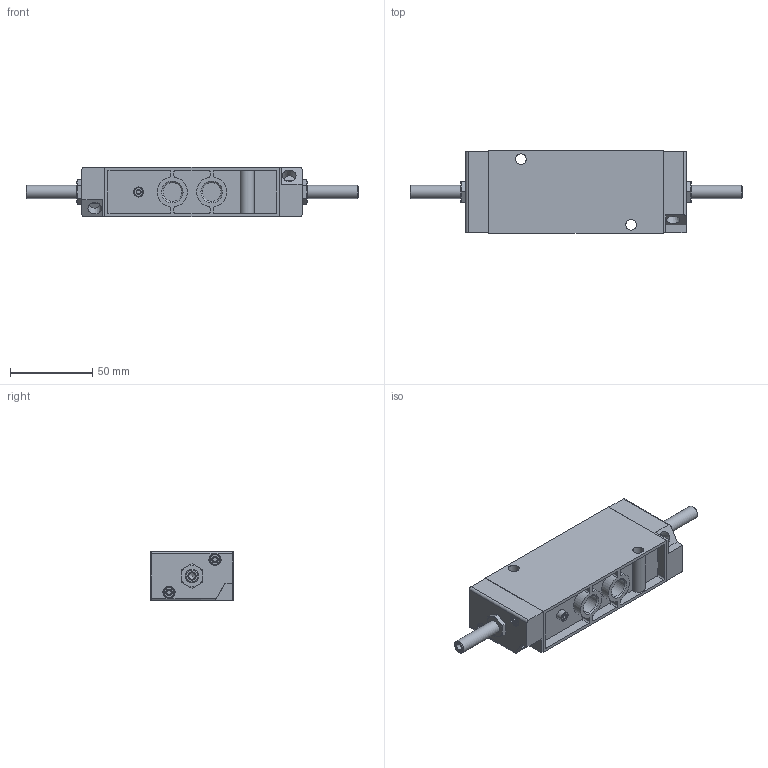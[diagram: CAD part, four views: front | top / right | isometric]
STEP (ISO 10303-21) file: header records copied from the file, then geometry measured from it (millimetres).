
FILE_DESCRIPTION(/* description */ ('STEP AP214'),/* implementation_level */ '2;1');
FILE_NAME(/* name */ '535913_JMFH-5-1_4-EX',/* time_stamp */ '2024-08-29T15:20:16+02:00',/* author */ ('License CC BY-ND 4.0'),/* organization */ ('CADENAS'),/* preprocessor_version */ 'ST-DEVELOPER v19.3',/* originating_system */ 'PARTsolutions',/* authorisation */ ' ');
FILE_SCHEMA (('AUTOMOTIVE_DESIGN {1 0 10303 214 3 1 1}'));
Length unit declared in the file: millimetre
Products named in the file (1): 535913 JMFH-5-1/4-EX
Bounding box: 202 x 50 x 30.4 mm (x, y, z)
Volume: 172463.3 mm3; surface area: 36137.9 mm2
Topology: 1 solids, 1 shells, 343 faces, 853 edges, 545 vertices
Faces by surface type: plane 150, cylinder 118, cone 71, torus 4
Full cylindrical faces by diameter (mm): 2.459 x2, 4.134 x2, 5.8 x2, 5.9 x2, 6.15 x2, 6.5 x2, 7 x6, 7.1 x2, 7.4 x4, 8 x2, 11.445 x5, 18.24 x1
Entity records: 9965 total; most frequent: CARTESIAN_POINT 2212, DIRECTION 1559, ORIENTED_EDGE 1556, EDGE_CURVE 778, AXIS2_PLACEMENT_3D 610, VERTEX_POINT 531, FACE_BOUND 441, EDGE_LOOP 439
